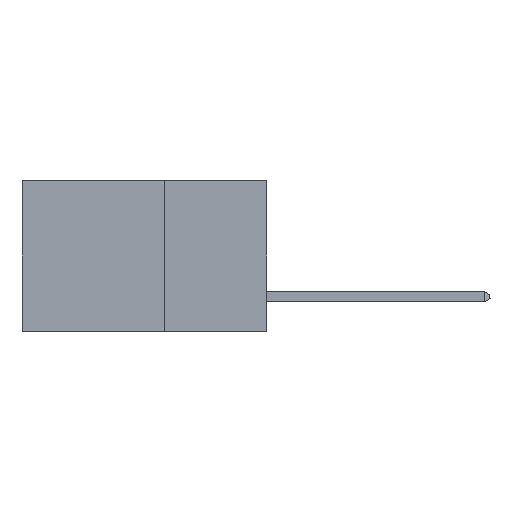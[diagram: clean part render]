
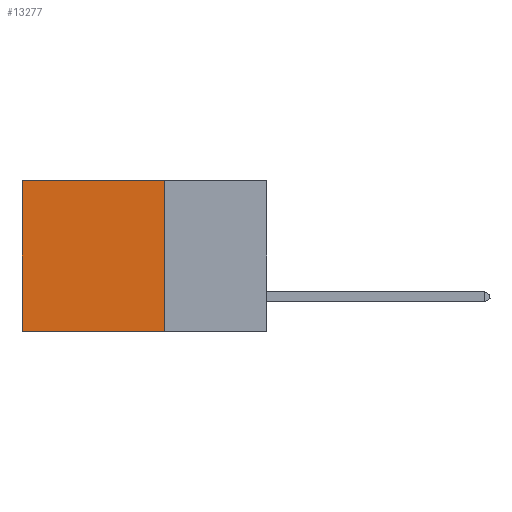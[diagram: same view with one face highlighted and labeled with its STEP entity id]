
A CAD part, left-side view. The second image highlights one B-rep face of the part: STEP entity #13277.
In plain terms, the highlighted planar face has unit normal (-1, 0, 0).
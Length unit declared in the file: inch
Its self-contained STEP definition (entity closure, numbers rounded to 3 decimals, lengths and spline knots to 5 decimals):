
#85 = LINE ( 'NONE', #5170, #10432 ) ;
#938 = CARTESIAN_POINT ( 'NONE',  ( 0.2875, 0.25, 0. ) ) ;
#1219 = CARTESIAN_POINT ( 'NONE',  ( 0.2875, 0.25, 0. ) ) ;
#1513 = EDGE_CURVE ( 'NONE', #10251, #2856, #85, .T. ) ;
#2474 = DIRECTION ( 'NONE',  ( 0., 1., 0. ) ) ;
#2856 = VERTEX_POINT ( 'NONE', #8322 ) ;
#3190 = VECTOR ( 'NONE', #11947, 39.37008 ) ;
#3528 = ORIENTED_EDGE ( 'NONE', *, *, #11163, .F. ) ;
#3700 = VECTOR ( 'NONE', #2474, 39.37008 ) ;
#3749 = DIRECTION ( 'NONE',  ( 1., 0., 0. ) ) ;
#3798 = CARTESIAN_POINT ( 'NONE',  ( 0.2875, 0.25, 0. ) ) ;
#3901 = PLANE ( 'NONE',  #9318 ) ;
#4104 = LINE ( 'NONE', #8578, #3190 ) ;
#4806 = CARTESIAN_POINT ( 'NONE',  ( 0.2875, 0.25, -0.37 ) ) ;
#5162 = DIRECTION ( 'NONE',  ( 0., 0., -1. ) ) ;
#5170 = CARTESIAN_POINT ( 'NONE',  ( 0.2875, 0.6, 0. ) ) ;
#6581 = ORIENTED_EDGE ( 'NONE', *, *, #1513, .T. ) ;
#6698 = EDGE_CURVE ( 'NONE', #15342, #10251, #11234, .T. ) ;
#8322 = CARTESIAN_POINT ( 'NONE',  ( 0.2875, 0.6, -0.37 ) ) ;
#8578 = CARTESIAN_POINT ( 'NONE',  ( 0.2875, 0.25, -0.37 ) ) ;
#9115 = EDGE_LOOP ( 'NONE', ( #6581, #12234, #3528, #12001 ) ) ;
#9315 = LINE ( 'NONE', #12290, #13261 ) ;
#9318 = AXIS2_PLACEMENT_3D ( 'NONE', #3798, #3749, #5162 ) ;
#10208 = DIRECTION ( 'NONE',  ( 0., 0., -1. ) ) ;
#10251 = VERTEX_POINT ( 'NONE', #11952 ) ;
#10432 = VECTOR ( 'NONE', #10208, 39.37008 ) ;
#10603 = DIRECTION ( 'NONE',  ( 0., 0., -1. ) ) ;
#10684 = FACE_OUTER_BOUND ( 'NONE', #9115, .T. ) ;
#11163 = EDGE_CURVE ( 'NONE', #15342, #11903, #9315, .T. ) ;
#11234 = LINE ( 'NONE', #1219, #3700 ) ;
#11903 = VERTEX_POINT ( 'NONE', #4806 ) ;
#11947 = DIRECTION ( 'NONE',  ( 0., 1., 0. ) ) ;
#11952 = CARTESIAN_POINT ( 'NONE',  ( 0.2875, 0.6, 0. ) ) ;
#12001 = ORIENTED_EDGE ( 'NONE', *, *, #6698, .T. ) ;
#12234 = ORIENTED_EDGE ( 'NONE', *, *, #14870, .F. ) ;
#12290 = CARTESIAN_POINT ( 'NONE',  ( 0.2875, 0.25, 0. ) ) ;
#13261 = VECTOR ( 'NONE', #10603, 39.37008 ) ;
#13277 = ADVANCED_FACE ( 'NONE', ( #10684 ), #3901, .F. ) ;
#14870 = EDGE_CURVE ( 'NONE', #11903, #2856, #4104, .T. ) ;
#15342 = VERTEX_POINT ( 'NONE', #938 ) ;
